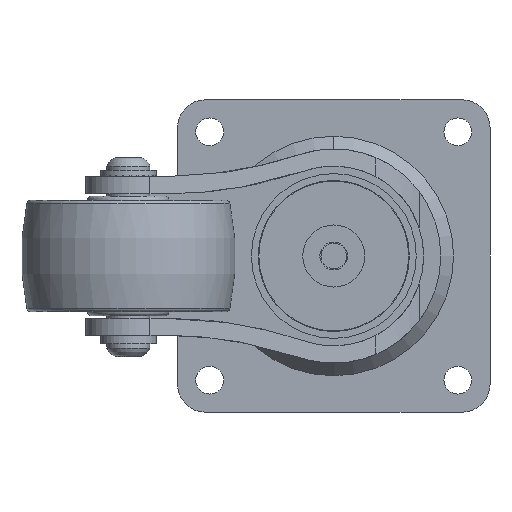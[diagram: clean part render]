
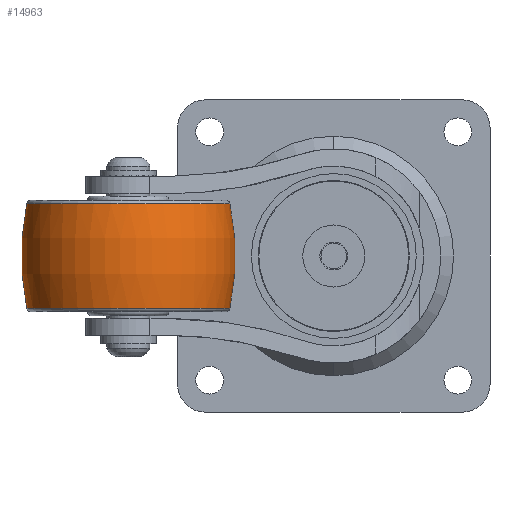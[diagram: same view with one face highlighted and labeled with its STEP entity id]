
A CAD part, front view. The second image highlights one B-rep face of the part: STEP entity #14963.
In plain terms, the highlighted toroidal (fillet/blend) face has major radius 34.89 mm and minor radius 59.89 mm.
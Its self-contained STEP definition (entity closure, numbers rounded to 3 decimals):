
#519 = DIRECTION ( 'NONE',  ( -1., 0., 0. ) ) ;
#980 = CARTESIAN_POINT ( 'NONE',  ( -48., -37., -12.204 ) ) ;
#1115 = CARTESIAN_POINT ( 'NONE',  ( -71.743, -37., -12.204 ) ) ;
#1677 = ORIENTED_EDGE ( 'NONE', *, *, #7301, .T. ) ;
#2113 = EDGE_CURVE ( 'NONE', #13365, #11209, #5204, .T. ) ;
#2130 = CARTESIAN_POINT ( 'NONE',  ( -71.743, -37., 12.204 ) ) ;
#2190 = DIRECTION ( 'NONE',  ( -1., 0., 0. ) ) ;
#2817 = CARTESIAN_POINT ( 'NONE',  ( -48., -37., 12.204 ) ) ;
#2861 = EDGE_CURVE ( 'NONE', #10472, #5228, #10802, .T. ) ;
#3217 = CIRCLE ( 'NONE', #7143, 59.89 ) ;
#4047 = DIRECTION ( 'NONE',  ( -1., 0., 0. ) ) ;
#4101 = DIRECTION ( 'NONE',  ( 0., -1., 0. ) ) ;
#5160 = EDGE_LOOP ( 'NONE', ( #11400, #10841, #1677, #13704 ) ) ;
#5204 = CIRCLE ( 'NONE', #5930, 23.743 ) ;
#5228 = VERTEX_POINT ( 'NONE', #1115 ) ;
#5752 = AXIS2_PLACEMENT_3D ( 'NONE', #13768, #7778, #519 ) ;
#5930 = AXIS2_PLACEMENT_3D ( 'NONE', #2817, #11273, #4047 ) ;
#6674 = CARTESIAN_POINT ( 'NONE',  ( -82.89, -37., 0. ) ) ;
#7138 = FACE_OUTER_BOUND ( 'NONE', #5160, .T. ) ;
#7143 = AXIS2_PLACEMENT_3D ( 'NONE', #6674, #15058, #7875 ) ;
#7301 = EDGE_CURVE ( 'NONE', #11209, #5228, #9658, .T. ) ;
#7411 = EDGE_CURVE ( 'NONE', #13365, #10472, #3217, .T. ) ;
#7778 = DIRECTION ( 'NONE',  ( 0., 0., -1. ) ) ;
#7875 = DIRECTION ( 'NONE',  ( -1., 0., 0. ) ) ;
#9448 = DIRECTION ( 'NONE',  ( 0., 0., -1. ) ) ;
#9658 = CIRCLE ( 'NONE', #13084, 59.89 ) ;
#10031 = CARTESIAN_POINT ( 'NONE',  ( -24.257, -37., 12.204 ) ) ;
#10374 = TOROIDAL_SURFACE ( 'NONE', #5752, -34.89, 59.89 ) ;
#10472 = VERTEX_POINT ( 'NONE', #11871 ) ;
#10802 = CIRCLE ( 'NONE', #14690, 23.743 ) ;
#10841 = ORIENTED_EDGE ( 'NONE', *, *, #2113, .T. ) ;
#11209 = VERTEX_POINT ( 'NONE', #2130 ) ;
#11273 = DIRECTION ( 'NONE',  ( 0., 0., -1. ) ) ;
#11318 = CARTESIAN_POINT ( 'NONE',  ( -13.11, -37., 0. ) ) ;
#11400 = ORIENTED_EDGE ( 'NONE', *, *, #7411, .F. ) ;
#11871 = CARTESIAN_POINT ( 'NONE',  ( -24.257, -37., -12.204 ) ) ;
#12527 = DIRECTION ( 'NONE',  ( 0., 0., -1. ) ) ;
#13084 = AXIS2_PLACEMENT_3D ( 'NONE', #11318, #4101, #12527 ) ;
#13365 = VERTEX_POINT ( 'NONE', #10031 ) ;
#13704 = ORIENTED_EDGE ( 'NONE', *, *, #2861, .F. ) ;
#13768 = CARTESIAN_POINT ( 'NONE',  ( -48., -37., 0. ) ) ;
#14690 = AXIS2_PLACEMENT_3D ( 'NONE', #980, #9448, #2190 ) ;
#14963 = ADVANCED_FACE ( 'NONE', ( #7138 ), #10374, .T. ) ;
#15058 = DIRECTION ( 'NONE',  ( 0., 1., 0. ) ) ;
